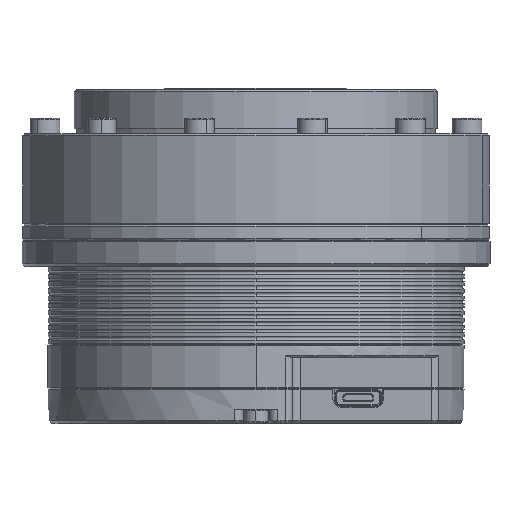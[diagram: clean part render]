
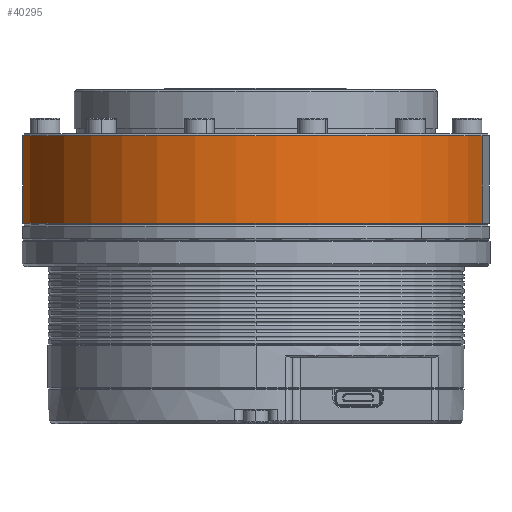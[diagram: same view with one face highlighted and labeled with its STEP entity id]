
A CAD part, front view. The second image highlights one B-rep face of the part: STEP entity #40295.
In plain terms, the highlighted cylindrical face has radius 45 mm (diameter 90 mm), a partial arc.
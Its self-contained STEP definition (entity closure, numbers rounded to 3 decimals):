
#10682=CARTESIAN_POINT('',(0.,0.,38.5));
#10683=DIRECTION('',(0.,0.,1.));
#10684=DIRECTION('',(-0.966,0.259,0.));
#10685=AXIS2_PLACEMENT_3D('',#10682,#10683,#10684);
#10719=DIRECTION('',(0.,0.,-1.));
#10720=VECTOR('',#10719,16.9);
#10721=CARTESIAN_POINT('',(-43.467,11.647,55.4));
#10722=LINE('',#10721,#10720);
#10723=DIRECTION('',(0.,0.,-1.));
#10724=VECTOR('',#10723,16.9);
#10725=CARTESIAN_POINT('',(43.467,-11.647,55.4));
#10726=LINE('',#10725,#10724);
#10751=CARTESIAN_POINT('',(0.,0.,55.4));
#10752=DIRECTION('',(0.,0.,-1.));
#10753=DIRECTION('',(0.966,-0.259,0.));
#10754=AXIS2_PLACEMENT_3D('',#10751,#10752,#10753);
#23295=CARTESIAN_POINT('',(43.467,-11.647,38.5));
#23296=CARTESIAN_POINT('',(-43.467,11.647,38.5));
#23297=VERTEX_POINT('',#23295);
#23298=VERTEX_POINT('',#23296);
#23299=CARTESIAN_POINT('',(43.467,-11.647,55.4));
#23300=CARTESIAN_POINT('',(-43.467,11.647,55.4));
#23301=VERTEX_POINT('',#23299);
#23302=VERTEX_POINT('',#23300);
#40283=CARTESIAN_POINT('',(0.,0.,38.2));
#40284=DIRECTION('',(0.,0.,-1.));
#40285=DIRECTION('',(0.966,-0.259,0.));
#40286=AXIS2_PLACEMENT_3D('',#40283,#40284,#40285);
#40287=CYLINDRICAL_SURFACE('',#40286,45.);
#40289=ORIENTED_EDGE('',*,*,#40288,.F.);
#40290=ORIENTED_EDGE('',*,*,#40276,.T.);
#40291=ORIENTED_EDGE('',*,*,#40218,.F.);
#40292=ORIENTED_EDGE('',*,*,#40273,.F.);
#40293=EDGE_LOOP('',(#40289,#40290,#40291,#40292));
#40294=FACE_OUTER_BOUND('',#40293,.F.);
#40295=ADVANCED_FACE('',(#40294),#40287,.T.);
#10686=CIRCLE('',#10685,45.);
#10755=CIRCLE('',#10754,45.);
#40218=EDGE_CURVE('',#23298,#23297,#10686,.T.);
#40273=EDGE_CURVE('',#23302,#23298,#10722,.T.);
#40276=EDGE_CURVE('',#23301,#23297,#10726,.T.);
#40288=EDGE_CURVE('',#23301,#23302,#10755,.T.);
